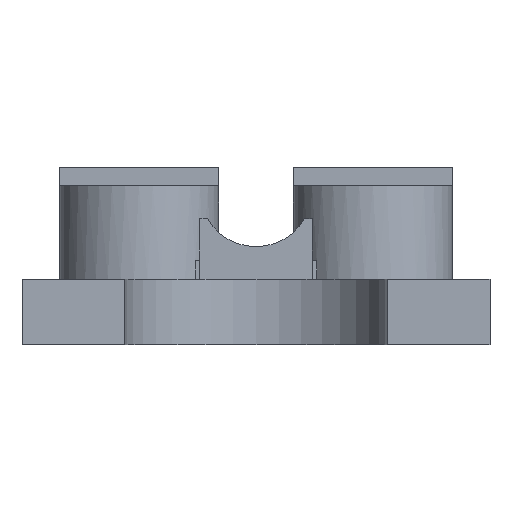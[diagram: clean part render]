
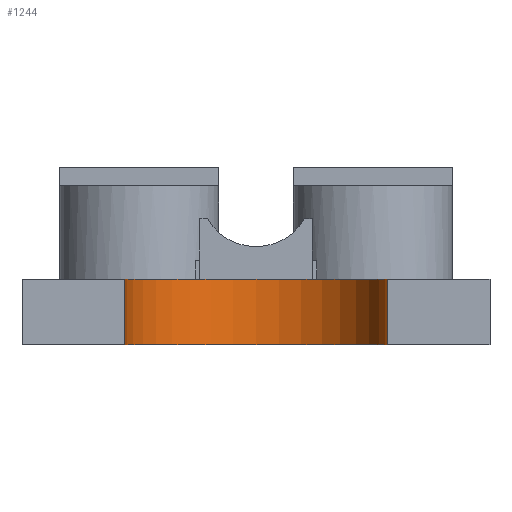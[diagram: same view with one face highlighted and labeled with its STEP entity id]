
A CAD part, front view. The second image highlights one B-rep face of the part: STEP entity #1244.
In plain terms, the highlighted cylindrical face has radius 14 mm (diameter 28 mm), a partial arc.
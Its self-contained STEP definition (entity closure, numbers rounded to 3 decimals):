
#18 = VERTEX_POINT ( 'NONE', #1689 ) ;
#56 = CARTESIAN_POINT ( 'NONE',  ( 14., -50., 0. ) ) ;
#57 = DIRECTION ( 'NONE',  ( 0., 0., 1. ) ) ;
#265 = AXIS2_PLACEMENT_3D ( 'NONE', #1374, #762, #3115 ) ;
#278 = DIRECTION ( 'NONE',  ( 0., 0., 1. ) ) ;
#284 = DIRECTION ( 'NONE',  ( 1., 0., 0. ) ) ;
#297 = LINE ( 'NONE', #524, #2080 ) ;
#305 = ORIENTED_EDGE ( 'NONE', *, *, #1414, .T. ) ;
#440 = DIRECTION ( 'NONE',  ( 0., 0., 1. ) ) ;
#463 = DIRECTION ( 'NONE',  ( 1., 0., 0. ) ) ;
#476 = CIRCLE ( 'NONE', #265, 14. ) ;
#524 = CARTESIAN_POINT ( 'NONE',  ( 14., -50., -58.793 ) ) ;
#609 = CARTESIAN_POINT ( 'NONE',  ( -14., -50., 0. ) ) ;
#762 = DIRECTION ( 'NONE',  ( 0., 0., 1. ) ) ;
#789 = VERTEX_POINT ( 'NONE', #609 ) ;
#857 = CYLINDRICAL_SURFACE ( 'NONE', #1831, 14. ) ;
#1044 = ORIENTED_EDGE ( 'NONE', *, *, #1872, .T. ) ;
#1244 = ADVANCED_FACE ( 'NONE', ( #3027 ), #857, .F. ) ;
#1374 = CARTESIAN_POINT ( 'NONE',  ( 0., -50., -7. ) ) ;
#1414 = EDGE_CURVE ( 'NONE', #18, #2816, #297, .T. ) ;
#1435 = EDGE_CURVE ( 'NONE', #1838, #789, #1785, .T. ) ;
#1591 = CARTESIAN_POINT ( 'NONE',  ( -14., -50., -7. ) ) ;
#1671 = AXIS2_PLACEMENT_3D ( 'NONE', #2338, #440, #284 ) ;
#1689 = CARTESIAN_POINT ( 'NONE',  ( 14., -50., -7. ) ) ;
#1785 = LINE ( 'NONE', #2679, #2223 ) ;
#1831 = AXIS2_PLACEMENT_3D ( 'NONE', #2154, #2165, #463 ) ;
#1838 = VERTEX_POINT ( 'NONE', #1591 ) ;
#1872 = EDGE_CURVE ( 'NONE', #2816, #789, #3018, .T. ) ;
#2080 = VECTOR ( 'NONE', #57, 1000. ) ;
#2154 = CARTESIAN_POINT ( 'NONE',  ( 0., -50., -10. ) ) ;
#2165 = DIRECTION ( 'NONE',  ( 0., 0., 1. ) ) ;
#2223 = VECTOR ( 'NONE', #278, 1000. ) ;
#2338 = CARTESIAN_POINT ( 'NONE',  ( 0., -50., 0. ) ) ;
#2350 = EDGE_LOOP ( 'NONE', ( #2954, #305, #1044, #2571 ) ) ;
#2571 = ORIENTED_EDGE ( 'NONE', *, *, #1435, .F. ) ;
#2679 = CARTESIAN_POINT ( 'NONE',  ( -14., -50., -58.793 ) ) ;
#2816 = VERTEX_POINT ( 'NONE', #56 ) ;
#2929 = EDGE_CURVE ( 'NONE', #18, #1838, #476, .T. ) ;
#2954 = ORIENTED_EDGE ( 'NONE', *, *, #2929, .F. ) ;
#3018 = CIRCLE ( 'NONE', #1671, 14. ) ;
#3027 = FACE_OUTER_BOUND ( 'NONE', #2350, .T. ) ;
#3115 = DIRECTION ( 'NONE',  ( 1., 0., 0. ) ) ;
